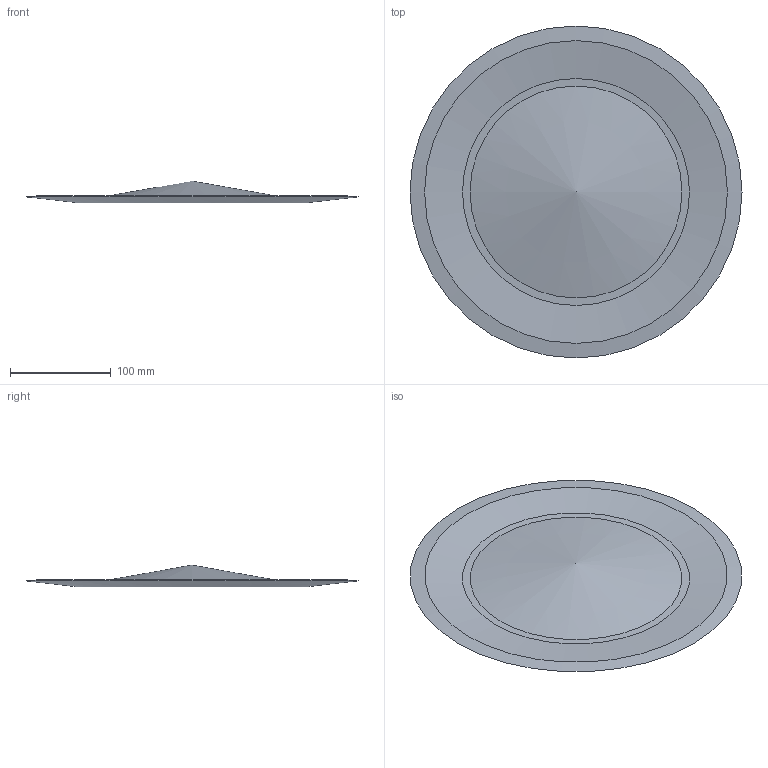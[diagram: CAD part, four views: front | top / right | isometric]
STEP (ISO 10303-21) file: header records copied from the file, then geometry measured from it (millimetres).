
FILE_DESCRIPTION(('Open CASCADE Model'),'2;1');
FILE_NAME('Open CASCADE Shape Model','2025-07-12T18:20:00',('Author'),( 'Open CASCADE'),'Open CASCADE STEP processor 7.7','Open CASCADE 7.7' ,'Unknown');
FILE_SCHEMA(('AUTOMOTIVE_DESIGN { 1 0 10303 214 1 1 1 1 }'));
Length unit declared in the file: millimetre
Products named in the file (1): Open CASCADE STEP translator 7.7 1
Bounding box: 328.75 x 328.75 x 21.5 mm (x, y, z)
Surface area: 171390.3 mm2 (no closed solid volume)
Topology: 0 solids, 1 shells, 10 faces, 19 edges, 11 vertices
Faces by surface type: cone 5, torus 2, plane 2, sphere 1
Entity records: 475 total; most frequent: DIRECTION 84, CARTESIAN_POINT 74, ORIENTED_EDGE 34, PCURVE 34, DEFINITIONAL_REPRESENTATION 34, LINE 34, VECTOR 34, AXIS2_PLACEMENT_3D 23
